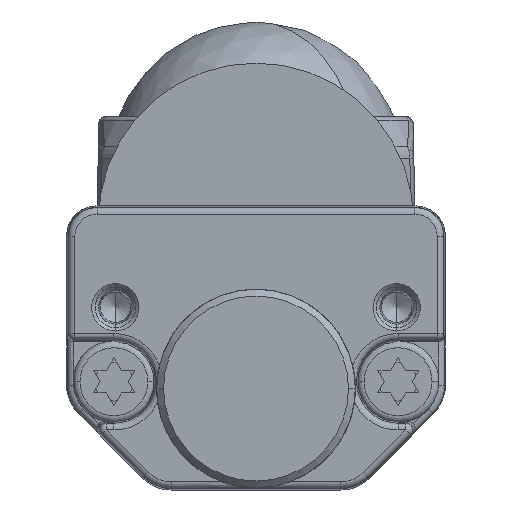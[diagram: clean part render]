
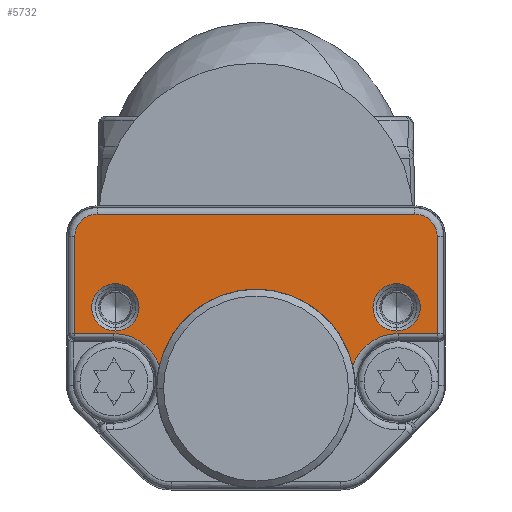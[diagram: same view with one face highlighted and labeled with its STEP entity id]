
A CAD part, left-side view. The second image highlights one B-rep face of the part: STEP entity #5732.
In plain terms, the highlighted face is planar.
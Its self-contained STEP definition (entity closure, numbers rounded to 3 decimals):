
#2427=CARTESIAN_POINT('',(13.,8.,10.5));
#2428=DIRECTION('',(-1.,0.,0.));
#2429=DIRECTION('',(0.,1.,0.));
#2430=AXIS2_PLACEMENT_3D('',#2427,#2428,#2429);
#2432=DIRECTION('',(0.,0.,-1.));
#2433=VECTOR('',#2432,2.891);
#2434=CARTESIAN_POINT('',(13.,11.564,13.391));
#2435=LINE('',#2434,#2433);
#2436=DIRECTION('',(0.,-1.,0.));
#2437=VECTOR('',#2436,7.186);
#2438=CARTESIAN_POINT('',(13.,18.75,13.391));
#2439=LINE('',#2438,#2437);
#2440=CARTESIAN_POINT('',(13.,18.75,11.75));
#2441=DIRECTION('',(1.,0.,0.));
#2442=DIRECTION('',(0.,1.,0.));
#2443=AXIS2_PLACEMENT_3D('',#2440,#2441,#2442);
#2445=DIRECTION('',(0.,0.,1.));
#2446=VECTOR('',#2445,23.5);
#2447=CARTESIAN_POINT('',(13.,20.391,-11.75));
#2448=LINE('',#2447,#2446);
#2449=CARTESIAN_POINT('',(13.,18.75,-11.75));
#2450=DIRECTION('',(1.,0.,0.));
#2451=DIRECTION('',(0.,0.,-1.));
#2452=AXIS2_PLACEMENT_3D('',#2449,#2450,#2451);
#2454=DIRECTION('',(0.,1.,0.));
#2455=VECTOR('',#2454,7.186);
#2456=CARTESIAN_POINT('',(13.,11.564,-13.391));
#2457=LINE('',#2456,#2455);
#2458=DIRECTION('',(0.,0.,-1.));
#2459=VECTOR('',#2458,2.891);
#2460=CARTESIAN_POINT('',(13.,11.564,-10.5));
#2461=LINE('',#2460,#2459);
#2462=CARTESIAN_POINT('',(13.,8.,-10.5));
#2463=DIRECTION('',(-1.,0.,0.));
#2464=DIRECTION('',(0.,0.34,0.941));
#2465=AXIS2_PLACEMENT_3D('',#2462,#2463,#2464);
#2467=CARTESIAN_POINT('',(13.,7.5,0.));
#2468=DIRECTION('',(1.,0.,0.));
#2469=DIRECTION('',(0.,0.233,-0.973));
#2470=AXIS2_PLACEMENT_3D('',#2467,#2468,#2469);
#2526=CARTESIAN_POINT('',(13.,13.5,-10.392));
#2527=DIRECTION('',(-1.,0.,0.));
#2528=DIRECTION('',(0.,1.,0.));
#2529=AXIS2_PLACEMENT_3D('',#2526,#2527,#2528);
#2531=CARTESIAN_POINT('',(13.,13.5,-10.392));
#2532=DIRECTION('',(-1.,0.,0.));
#2533=DIRECTION('',(0.,-1.,0.));
#2534=AXIS2_PLACEMENT_3D('',#2531,#2532,#2533);
#2536=CARTESIAN_POINT('',(13.,13.5,10.392));
#2537=DIRECTION('',(-1.,0.,0.));
#2538=DIRECTION('',(0.,1.,0.));
#2539=AXIS2_PLACEMENT_3D('',#2536,#2537,#2538);
#2541=CARTESIAN_POINT('',(13.,13.5,10.392));
#2542=DIRECTION('',(-1.,0.,0.));
#2543=DIRECTION('',(0.,-1.,0.));
#2544=AXIS2_PLACEMENT_3D('',#2541,#2542,#2543);
#3183=CARTESIAN_POINT('',(13.,20.391,11.75));
#3184=CARTESIAN_POINT('',(13.,18.75,13.391));
#3185=VERTEX_POINT('',#3183);
#3186=VERTEX_POINT('',#3184);
#3191=CARTESIAN_POINT('',(13.,20.391,-11.75));
#3192=VERTEX_POINT('',#3191);
#3195=CARTESIAN_POINT('',(13.,18.75,-13.391));
#3196=VERTEX_POINT('',#3195);
#3231=CARTESIAN_POINT('',(13.,11.564,10.5));
#3232=CARTESIAN_POINT('',(13.,9.21,7.148));
#3233=VERTEX_POINT('',#3231);
#3234=VERTEX_POINT('',#3232);
#3263=CARTESIAN_POINT('',(13.,11.564,13.391));
#3264=VERTEX_POINT('',#3263);
#3273=CARTESIAN_POINT('',(13.,9.21,-7.148));
#3274=CARTESIAN_POINT('',(13.,11.564,-10.5));
#3275=VERTEX_POINT('',#3273);
#3276=VERTEX_POINT('',#3274);
#3305=CARTESIAN_POINT('',(13.,11.564,-13.391));
#3306=VERTEX_POINT('',#3305);
#3505=CARTESIAN_POINT('',(13.,15.25,-10.392));
#3506=CARTESIAN_POINT('',(13.,11.75,-10.392));
#3507=VERTEX_POINT('',#3505);
#3508=VERTEX_POINT('',#3506);
#3509=CARTESIAN_POINT('',(13.,15.25,10.392));
#3510=CARTESIAN_POINT('',(13.,11.75,10.392));
#3511=VERTEX_POINT('',#3509);
#3512=VERTEX_POINT('',#3510);
#5693=CARTESIAN_POINT('',(13.,0.,0.));
#5694=DIRECTION('',(1.,0.,0.));
#5695=DIRECTION('',(0.,0.,-1.));
#5696=AXIS2_PLACEMENT_3D('',#5693,#5694,#5695);
#5697=PLANE('',#5696);
#5699=ORIENTED_EDGE('',*,*,#5698,.F.);
#5701=ORIENTED_EDGE('',*,*,#5700,.F.);
#5703=ORIENTED_EDGE('',*,*,#5702,.F.);
#5705=ORIENTED_EDGE('',*,*,#5704,.F.);
#5707=ORIENTED_EDGE('',*,*,#5706,.F.);
#5709=ORIENTED_EDGE('',*,*,#5708,.F.);
#5711=ORIENTED_EDGE('',*,*,#5710,.F.);
#5713=ORIENTED_EDGE('',*,*,#5712,.F.);
#5715=ORIENTED_EDGE('',*,*,#5714,.F.);
#5717=ORIENTED_EDGE('',*,*,#5716,.T.);
#5718=EDGE_LOOP('',(#5699,#5701,#5703,#5705,#5707,#5709,#5711,#5713,#5715,
#5717));
#5719=FACE_OUTER_BOUND('',#5718,.F.);
#5721=ORIENTED_EDGE('',*,*,#5720,.F.);
#5723=ORIENTED_EDGE('',*,*,#5722,.F.);
#5724=EDGE_LOOP('',(#5721,#5723));
#5725=FACE_BOUND('',#5724,.F.);
#5727=ORIENTED_EDGE('',*,*,#5726,.F.);
#5729=ORIENTED_EDGE('',*,*,#5728,.F.);
#5730=EDGE_LOOP('',(#5727,#5729));
#5731=FACE_BOUND('',#5730,.F.);
#5732=ADVANCED_FACE('',(#5719,#5725,#5731),#5697,.T.);
#2431=CIRCLE('',#2430,3.564);
#2444=CIRCLE('',#2443,1.641);
#2453=CIRCLE('',#2452,1.641);
#2466=CIRCLE('',#2465,3.564);
#2471=CIRCLE('',#2470,7.35);
#2530=CIRCLE('',#2529,1.75);
#2535=CIRCLE('',#2534,1.75);
#2540=CIRCLE('',#2539,1.75);
#2545=CIRCLE('',#2544,1.75);
#5698=EDGE_CURVE('',#3233,#3234,#2431,.T.);
#5700=EDGE_CURVE('',#3264,#3233,#2435,.T.);
#5702=EDGE_CURVE('',#3186,#3264,#2439,.T.);
#5704=EDGE_CURVE('',#3185,#3186,#2444,.T.);
#5706=EDGE_CURVE('',#3192,#3185,#2448,.T.);
#5708=EDGE_CURVE('',#3196,#3192,#2453,.T.);
#5710=EDGE_CURVE('',#3306,#3196,#2457,.T.);
#5712=EDGE_CURVE('',#3276,#3306,#2461,.T.);
#5714=EDGE_CURVE('',#3275,#3276,#2466,.T.);
#5716=EDGE_CURVE('',#3275,#3234,#2471,.T.);
#5720=EDGE_CURVE('',#3507,#3508,#2530,.T.);
#5722=EDGE_CURVE('',#3508,#3507,#2535,.T.);
#5726=EDGE_CURVE('',#3511,#3512,#2540,.T.);
#5728=EDGE_CURVE('',#3512,#3511,#2545,.T.);
